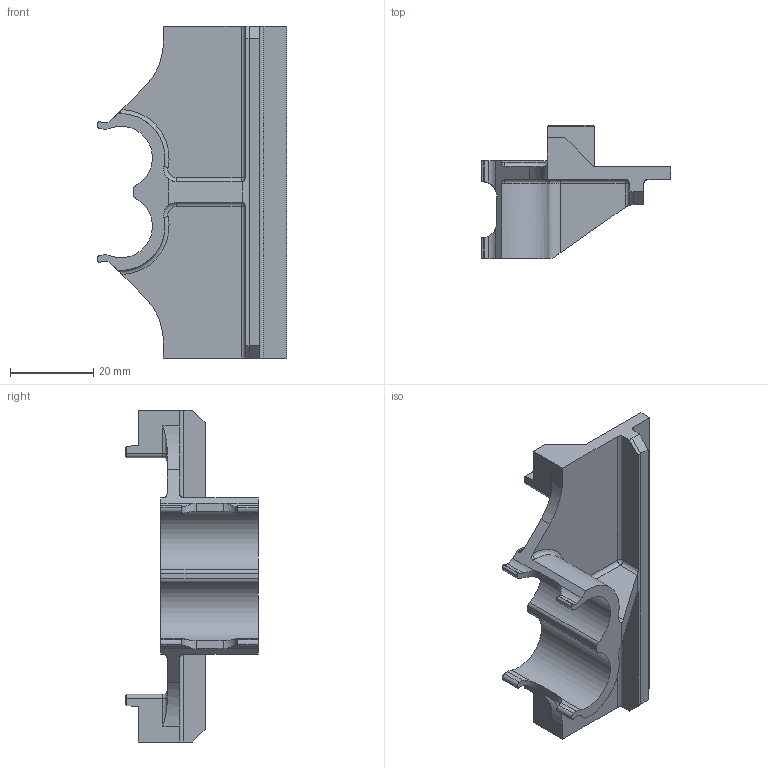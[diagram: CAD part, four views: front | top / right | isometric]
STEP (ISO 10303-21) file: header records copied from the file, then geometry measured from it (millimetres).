
FILE_DESCRIPTION (( 'STEP AP203' ), '1' );
FILE_NAME ('HIP_CALIBRATION_RevC.STEP', '2023-06-12T04:01:30', ( '' ), ( '' ), 'STEP 2.0', '', '' );
FILE_SCHEMA (( 'CONFIG_CONTROL_DESIGN' ));
Length unit declared in the file: millimetre
Products named in the file (1): HIP_CALIBRATION_RevC
Bounding box: 45.74 x 32 x 80 mm (x, y, z)
Volume: 16430.5 mm3; surface area: 10473.1 mm2
Topology: 1 solids, 1 shells, 133 faces, 363 edges, 230 vertices
Faces by surface type: cylinder 61, plane 53, torus 11, cone 6, sphere 2
Entity records: 4415 total; most frequent: CARTESIAN_POINT 1015, ORIENTED_EDGE 722, DIRECTION 684, EDGE_CURVE 361, AXIS2_PLACEMENT_3D 245, VERTEX_POINT 230, LINE 194, VECTOR 194
